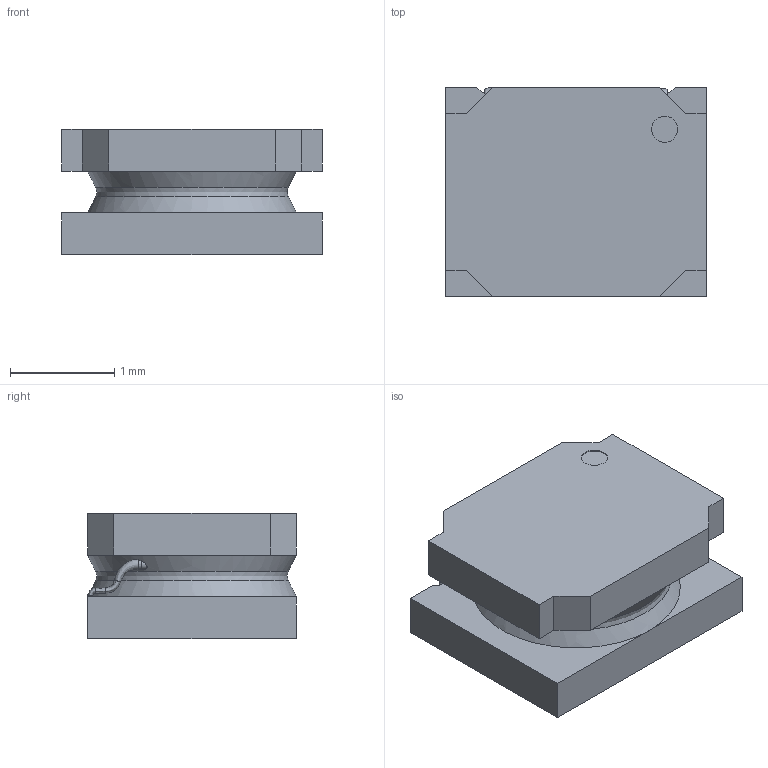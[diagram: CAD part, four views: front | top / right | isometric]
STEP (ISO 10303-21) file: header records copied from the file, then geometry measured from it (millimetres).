
FILE_DESCRIPTION( ( 'Unknown' ), '1' );
FILE_NAME( 'IndLQSH_2512.stp', 'Unknown', ( 'Unknown' ), ( 'Unknown' ), 'PSStep 18.0.17', 'Unknown', ' ' );
FILE_SCHEMA( ( 'AUTOMOTIVE_DESIGN { 1 0 10303 214 1 1 1 1 }' ) );
Length unit declared in the file: millimetre
Products named in the file (5): Assem1; housing; contact; spule; Glue
Assembly tree (5 placements, depth 2):
  Assem1
    housing
    contact  x2
    spule
    Glue
Bounding box: 2.5 x 2 x 1.2 mm (x, y, z)
Volume: 5.3 mm3; surface area: 50.1 mm2
Topology: 5 solids, 5 shells, 97 faces, 224 edges, 140 vertices
Faces by surface type: plane 57, bspline 26, cylinder 10, torus 4
Full cylindrical faces by diameter (mm): 0.25 x1, 1 x1
Entity records: 5796 total; most frequent: CARTESIAN_POINT 3166, ORIENTED_EDGE 386, DIRECTION 311, EDGE_CURVE 193, VERTEX_POINT 127, LINE 121, VECTOR 121, EDGE_LOOP 112
